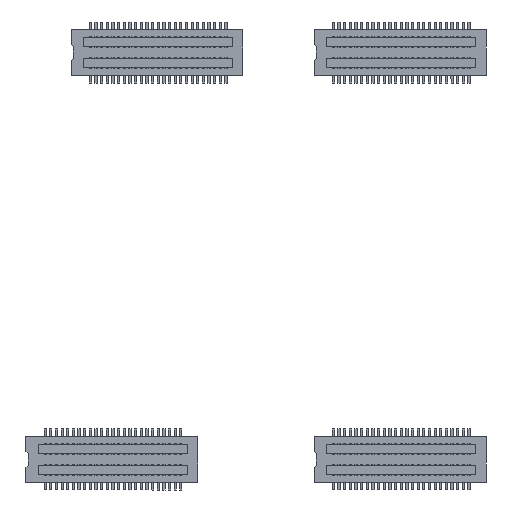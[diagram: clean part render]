
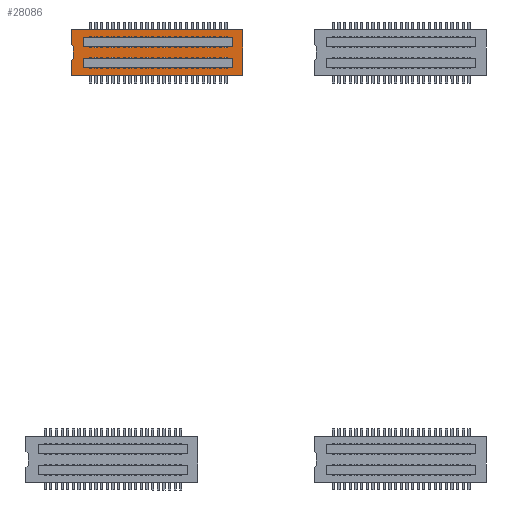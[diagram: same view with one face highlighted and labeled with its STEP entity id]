
A CAD part, front view. The second image highlights one B-rep face of the part: STEP entity #28086.
In plain terms, the highlighted face is planar.
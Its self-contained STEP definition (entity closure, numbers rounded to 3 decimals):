
#463=FACE_BOUND('',#2683,.T.);
#464=FACE_BOUND('',#2684,.T.);
#958=FACE_OUTER_BOUND('',#2682,.T.);
#2682=EDGE_LOOP('',(#20219,#20220,#20221,#20222,#20223,#20224,#20225,#20226));
#2683=EDGE_LOOP('',(#20227,#20228,#20229,#20230));
#2684=EDGE_LOOP('',(#20231,#20232,#20233,#20234));
#4916=LINE('',#40782,#8776);
#4920=LINE('',#40790,#8780);
#4923=LINE('',#40796,#8783);
#4926=LINE('',#40801,#8786);
#4950=LINE('',#40856,#8810);
#4952=LINE('',#40861,#8812);
#4956=LINE('',#40869,#8816);
#4959=LINE('',#40875,#8819);
#4962=LINE('',#40880,#8822);
#4969=LINE('',#40905,#8829);
#4971=LINE('',#40909,#8831);
#4973=LINE('',#40913,#8833);
#4975=LINE('',#40916,#8835);
#4976=LINE('',#40919,#8836);
#4978=LINE('',#40923,#8838);
#4980=LINE('',#40926,#8840);
#8776=VECTOR('',#33200,10.);
#8780=VECTOR('',#33206,10.);
#8783=VECTOR('',#33211,10.);
#8786=VECTOR('',#33216,10.);
#8810=VECTOR('',#33260,10.);
#8812=VECTOR('',#33264,10.);
#8816=VECTOR('',#33270,10.);
#8819=VECTOR('',#33275,10.);
#8822=VECTOR('',#33280,10.);
#8829=VECTOR('',#33311,10.);
#8831=VECTOR('',#33315,10.);
#8833=VECTOR('',#33319,10.);
#8835=VECTOR('',#33323,10.);
#8836=VECTOR('',#33326,10.);
#8838=VECTOR('',#33330,10.);
#8840=VECTOR('',#33334,10.);
#12318=VERTEX_POINT('',#40780);
#12319=VERTEX_POINT('',#40781);
#12322=VERTEX_POINT('',#40789);
#12324=VERTEX_POINT('',#40795);
#12345=VERTEX_POINT('',#40853);
#12346=VERTEX_POINT('',#40855);
#12347=VERTEX_POINT('',#40859);
#12348=VERTEX_POINT('',#40860);
#12351=VERTEX_POINT('',#40868);
#12353=VERTEX_POINT('',#40874);
#12359=VERTEX_POINT('',#40902);
#12360=VERTEX_POINT('',#40904);
#12361=VERTEX_POINT('',#40908);
#12362=VERTEX_POINT('',#40912);
#12363=VERTEX_POINT('',#40918);
#12364=VERTEX_POINT('',#40922);
#15231=EDGE_CURVE('',#12318,#12319,#4916,.T.);
#15235=EDGE_CURVE('',#12322,#12318,#4920,.T.);
#15238=EDGE_CURVE('',#12324,#12322,#4923,.T.);
#15241=EDGE_CURVE('',#12319,#12324,#4926,.T.);
#15268=EDGE_CURVE('',#12346,#12345,#4950,.T.);
#15270=EDGE_CURVE('',#12347,#12348,#4952,.T.);
#15274=EDGE_CURVE('',#12348,#12351,#4956,.T.);
#15277=EDGE_CURVE('',#12351,#12353,#4959,.T.);
#15280=EDGE_CURVE('',#12353,#12347,#4962,.T.);
#15291=EDGE_CURVE('',#12360,#12359,#4969,.T.);
#15293=EDGE_CURVE('',#12361,#12360,#4971,.T.);
#15295=EDGE_CURVE('',#12362,#12361,#4973,.T.);
#15297=EDGE_CURVE('',#12345,#12362,#4975,.T.);
#15298=EDGE_CURVE('',#12363,#12346,#4976,.T.);
#15300=EDGE_CURVE('',#12364,#12363,#4978,.T.);
#15302=EDGE_CURVE('',#12359,#12364,#4980,.T.);
#20219=ORIENTED_EDGE('',*,*,#15302,.T.);
#20220=ORIENTED_EDGE('',*,*,#15300,.T.);
#20221=ORIENTED_EDGE('',*,*,#15298,.T.);
#20222=ORIENTED_EDGE('',*,*,#15268,.T.);
#20223=ORIENTED_EDGE('',*,*,#15297,.T.);
#20224=ORIENTED_EDGE('',*,*,#15295,.T.);
#20225=ORIENTED_EDGE('',*,*,#15293,.T.);
#20226=ORIENTED_EDGE('',*,*,#15291,.T.);
#20227=ORIENTED_EDGE('',*,*,#15231,.T.);
#20228=ORIENTED_EDGE('',*,*,#15241,.T.);
#20229=ORIENTED_EDGE('',*,*,#15238,.T.);
#20230=ORIENTED_EDGE('',*,*,#15235,.T.);
#20231=ORIENTED_EDGE('',*,*,#15270,.T.);
#20232=ORIENTED_EDGE('',*,*,#15274,.T.);
#20233=ORIENTED_EDGE('',*,*,#15277,.T.);
#20234=ORIENTED_EDGE('',*,*,#15280,.T.);
#26374=PLANE('',#30072);
#28086=ADVANCED_FACE('',(#958,#463,#464),#26374,.T.);
#30072=AXIS2_PLACEMENT_3D('',#40927,#33335,#33336);
#33200=DIRECTION('',(0.,0.,-1.));
#33206=DIRECTION('',(-1.,0.,0.));
#33211=DIRECTION('',(0.,0.,1.));
#33216=DIRECTION('',(1.,0.,0.));
#33260=DIRECTION('',(1.,0.,0.));
#33264=DIRECTION('',(0.,0.,-1.));
#33270=DIRECTION('',(1.,0.,0.));
#33275=DIRECTION('',(0.,0.,1.));
#33280=DIRECTION('',(-1.,0.,0.));
#33311=DIRECTION('',(0.766,0.,0.643));
#33315=DIRECTION('',(0.,0.,1.));
#33319=DIRECTION('',(-1.,0.,0.));
#33323=DIRECTION('',(0.,0.,-1.));
#33326=DIRECTION('',(0.,0.,1.));
#33330=DIRECTION('',(-0.766,0.,0.643));
#33334=DIRECTION('',(0.,0.,1.));
#33335=DIRECTION('center_axis',(0.,1.,0.));
#33336=DIRECTION('ref_axis',(0.,0.,1.));
#40780=CARTESIAN_POINT('',(1.1,2.5,3.3));
#40781=CARTESIAN_POINT('',(1.1,2.5,2.5));
#40782=CARTESIAN_POINT('',(1.1,2.5,2.65));
#40789=CARTESIAN_POINT('',(14.3,2.5,3.3));
#40790=CARTESIAN_POINT('',(10.95,2.5,3.3));
#40795=CARTESIAN_POINT('',(14.3,2.5,2.5));
#40796=CARTESIAN_POINT('',(14.3,2.5,2.25));
#40801=CARTESIAN_POINT('',(4.35,2.5,2.5));
#40853=CARTESIAN_POINT('',(15.2,2.5,4.));
#40855=CARTESIAN_POINT('',(0.,2.5,4.));
#40856=CARTESIAN_POINT('',(15.2,2.5,4.));
#40859=CARTESIAN_POINT('',(1.1,2.5,1.5));
#40860=CARTESIAN_POINT('',(1.1,2.5,0.7));
#40861=CARTESIAN_POINT('',(1.1,2.5,1.35));
#40868=CARTESIAN_POINT('',(14.3,2.5,0.7));
#40869=CARTESIAN_POINT('',(10.95,2.5,0.7));
#40874=CARTESIAN_POINT('',(14.3,2.5,1.5));
#40875=CARTESIAN_POINT('',(14.3,2.5,1.75));
#40880=CARTESIAN_POINT('',(4.35,2.5,1.5));
#40902=CARTESIAN_POINT('',(0.2,2.5,1.5));
#40904=CARTESIAN_POINT('',(0.,2.5,1.332));
#40905=CARTESIAN_POINT('',(0.2,2.5,1.5));
#40908=CARTESIAN_POINT('',(0.,2.5,0.));
#40909=CARTESIAN_POINT('',(0.,2.5,1.332));
#40912=CARTESIAN_POINT('',(15.2,2.5,0.));
#40913=CARTESIAN_POINT('',(0.,2.5,0.));
#40916=CARTESIAN_POINT('',(15.2,2.5,0.));
#40918=CARTESIAN_POINT('',(0.,2.5,2.668));
#40919=CARTESIAN_POINT('',(0.,2.5,4.));
#40922=CARTESIAN_POINT('',(0.2,2.5,2.5));
#40923=CARTESIAN_POINT('',(0.,2.5,2.668));
#40926=CARTESIAN_POINT('',(0.2,2.5,2.5));
#40927=CARTESIAN_POINT('Origin',(7.6,2.5,2.));
